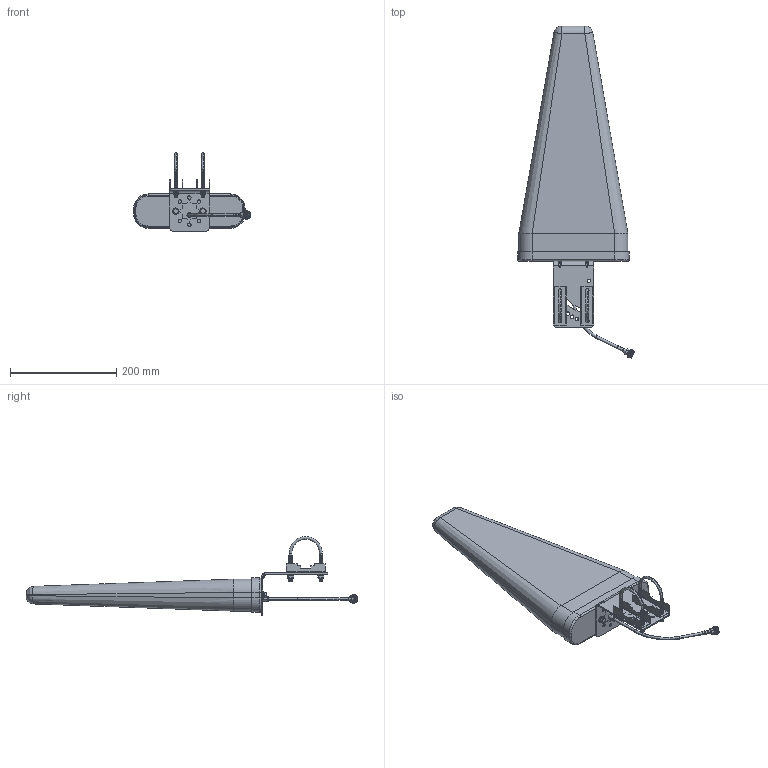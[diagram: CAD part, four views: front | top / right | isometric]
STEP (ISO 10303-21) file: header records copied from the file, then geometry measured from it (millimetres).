
FILE_DESCRIPTION (( 'STEP AP203' ), '1' );
FILE_NAME ('FMANLP1003_3D.STEP', '2022-03-24T20:38:29', ( '' ), ( '' ), 'SwSTEP 2.0', 'SolidWorks 2021', '' );
FILE_SCHEMA (( 'CONFIG_CONTROL_DESIGN' ));
Length unit declared in the file: inch
Products named in the file (16): Copy of TAOGUAN_N-C-K3^FMANLP1003; Copy of HM6X20^FMANLP1003; FMANLP1003_3D; Copy of JM_TA_03^Copy of JM_TA_ASM_FMANLP1003; Copy of JM_TA_ASM^FMANLP1003; Copy of TIANXIANZHAO^FMANLP1003; Copy of DIGAI^FMANLP1003; Copy of JM_TA_01^Copy of JM_TA_ASM_FMANLP1003; Copy of JM_TA_02^Copy of JM_TA_ASM_FMANLP1003; Copy of TANJIE_6^Copy of JM_TA_ASM_FMANLP1003; Copy of DIANLAN^FMANLP1003; Copy of N-C-K3^FMANLP1003; Copy of DIANPIAN_6^FMANLP1003; Copy of LUOMU_M6^Copy of JM_TA_ASM_FMANLP1003; Copy of DIANPIAN_6X13X1^Copy of JM_TA_ASM_FMANLP1003
Assembly tree (29 placements, depth 3):
  FMANLP1003_3D
    Copy of TIANXIANZHAO^FMANLP1003
    Copy of DIGAI^FMANLP1003
    Copy of JM_TA_ASM^FMANLP1003
      Copy of JM_TA_01^Copy of JM_TA_ASM_FMANLP1003
      Copy of JM_TA_02^Copy of JM_TA_ASM_FMANLP1003  x2
      Copy of JM_TA_03^Copy of JM_TA_ASM_FMANLP1003  x2
      Copy of DIANPIAN_6X13X1^Copy of JM_TA_ASM_FMANLP1003  x4
      Copy of TANJIE_6^Copy of JM_TA_ASM_FMANLP1003  x4
      Copy of LUOMU_M6^Copy of JM_TA_ASM_FMANLP1003  x4
    Copy of DIANPIAN_6^FMANLP1003  x2
    Copy of TANJIE_6^Copy of JM_TA_ASM_FMANLP1003  x2
    Copy of HM6X20^FMANLP1003  x2
    Copy of DIANLAN^FMANLP1003
    Copy of N-C-K3^FMANLP1003
    Copy of TAOGUAN_N-C-K3^FMANLP1003
Bounding box: 219.4 x 623.85 x 148 mm (x, y, z)
Volume: 405922.4 mm3; surface area: 414492.3 mm2
Topology: 28 solids, 28 shells, 1229 faces, 3103 edges, 1942 vertices
Faces by surface type: cylinder 487, bspline 326, plane 314, cone 102
Entity records: 68017 total; most frequent: CARTESIAN_POINT 49527, ORIENTED_EDGE 3860, DIRECTION 2647, EDGE_CURVE 1930, VERTEX_POINT 1198, AXIS2_PLACEMENT_3D 954, EDGE_LOOP 844, B_SPLINE_CURVE_WITH_KNOTS 781
